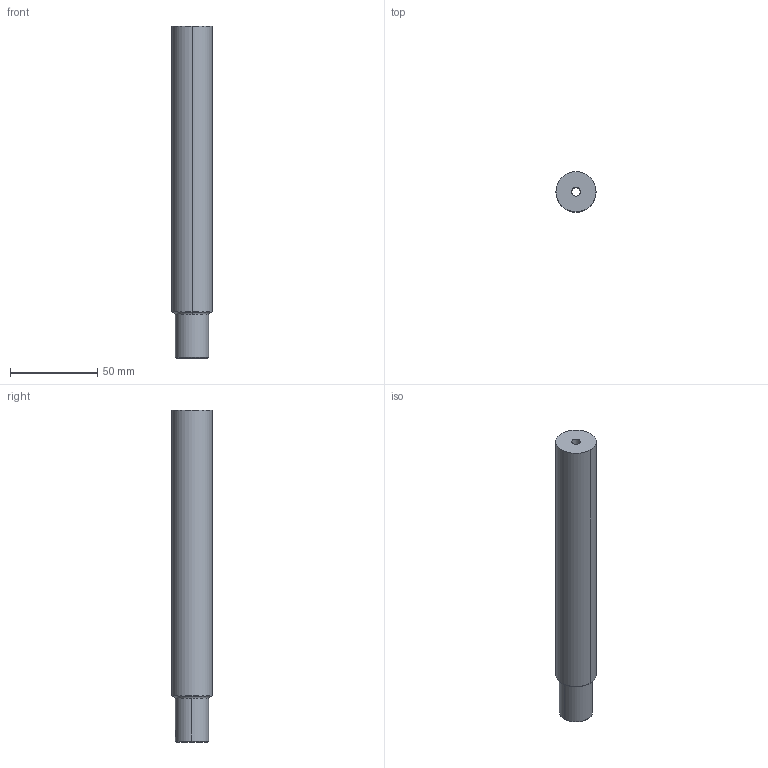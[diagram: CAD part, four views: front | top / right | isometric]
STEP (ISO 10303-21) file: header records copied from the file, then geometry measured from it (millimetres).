
FILE_DESCRIPTION(('no description'),'unknown implementation level');
FILE_NAME('03BA569A-175B-457A-9207-D4020FC574B4_export.stp',' ',('CIMSOURCE GmbH'),('CADClick - KiM GmbH - www.kimweb.de'),'unknown preprocess','ACIS','unknown authorization');
FILE_SCHEMA(('automotive_design'));
Length unit declared in the file: millimetre
Products named in the file (2): 335.384 Kaiser D23 X CK1 X 155HM|690.431 Kaiser ETL M4 X 5 CK1;NONE; 335.384 Kaiser D23 X CK1 X 155HM|335.384 Kaiser D23 X CK1 X 155HM;NONE
Bounding box: 23 x 23 x 190 mm (x, y, z)
Volume: 70578.1 mm3; surface area: 17517.8 mm2
Topology: 2 solids, 2 shells, 70 faces, 170 edges, 103 vertices
Faces by surface type: plane 27, cone 20, cylinder 18, bspline 3, torus 2
Entity records: 4377 total; most frequent: CARTESIAN_POINT 753, DIRECTION 369, STYLED_ITEM 343, PRESENTATION_STYLE_ASSIGNMENT 343, COLOUR_RGB 343, ORIENTED_EDGE 336, EDGE_CURVE 168, CURVE_STYLE 168
